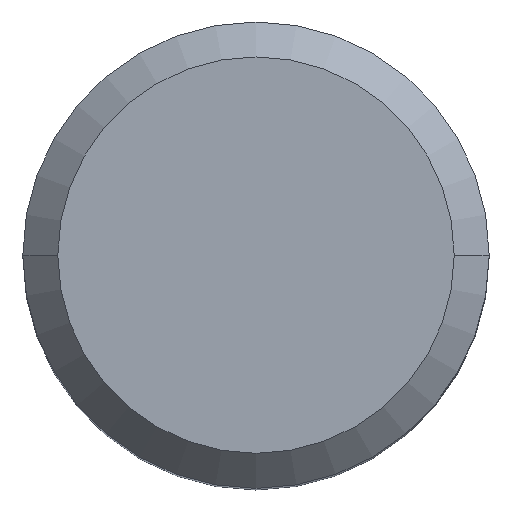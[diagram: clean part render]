
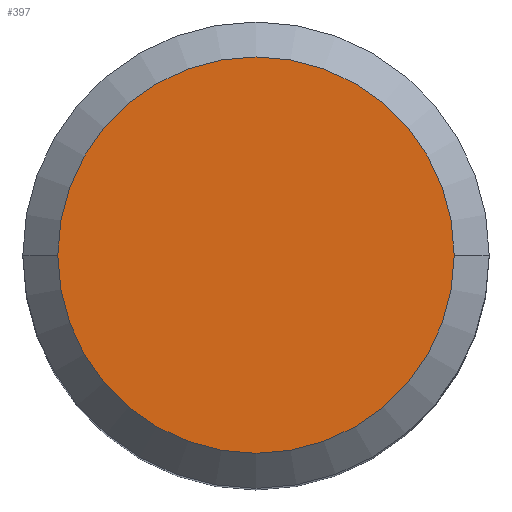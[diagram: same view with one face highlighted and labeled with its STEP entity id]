
A CAD part, top view. The second image highlights one B-rep face of the part: STEP entity #397.
In plain terms, the highlighted planar face has unit normal (0, 0, 1).
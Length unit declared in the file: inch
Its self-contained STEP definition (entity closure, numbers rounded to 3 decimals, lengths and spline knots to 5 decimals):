
#7 = DIRECTION ( 'NONE',  ( 0., 0., 1. ) ) ;
#17 = CARTESIAN_POINT ( 'NONE',  ( 0., 0., 0. ) ) ;
#20 = FACE_OUTER_BOUND ( 'NONE', #225, .T. ) ;
#23 = VERTEX_POINT ( 'NONE', #227 ) ;
#102 = CARTESIAN_POINT ( 'NONE',  ( 0., 0., 0. ) ) ;
#147 = CIRCLE ( 'NONE', #276, 0.37187 ) ;
#148 = CARTESIAN_POINT ( 'NONE',  ( 0.37187, 0., 0. ) ) ;
#180 = DIRECTION ( 'NONE',  ( 0., 0., 1. ) ) ;
#218 = EDGE_CURVE ( 'NONE', #23, #446, #423, .T. ) ;
#225 = EDGE_LOOP ( 'NONE', ( #369, #367 ) ) ;
#227 = CARTESIAN_POINT ( 'NONE',  ( -0.37187, 0., 0. ) ) ;
#276 = AXIS2_PLACEMENT_3D ( 'NONE', #102, #180, #356 ) ;
#334 = AXIS2_PLACEMENT_3D ( 'NONE', #352, #7, #431 ) ;
#338 = EDGE_CURVE ( 'NONE', #446, #23, #147, .T. ) ;
#352 = CARTESIAN_POINT ( 'NONE',  ( 0., 0., 0. ) ) ;
#356 = DIRECTION ( 'NONE',  ( 1., 0., 0. ) ) ;
#362 = PLANE ( 'NONE',  #388 ) ;
#367 = ORIENTED_EDGE ( 'NONE', *, *, #338, .T. ) ;
#369 = ORIENTED_EDGE ( 'NONE', *, *, #218, .T. ) ;
#388 = AXIS2_PLACEMENT_3D ( 'NONE', #17, #481, #402 ) ;
#397 = ADVANCED_FACE ( 'NONE', ( #20 ), #362, .F. ) ;
#402 = DIRECTION ( 'NONE',  ( -1., 0., 0. ) ) ;
#423 = CIRCLE ( 'NONE', #334, 0.37187 ) ;
#431 = DIRECTION ( 'NONE',  ( 1., 0., 0. ) ) ;
#446 = VERTEX_POINT ( 'NONE', #148 ) ;
#481 = DIRECTION ( 'NONE',  ( 0., 0., -1. ) ) ;
